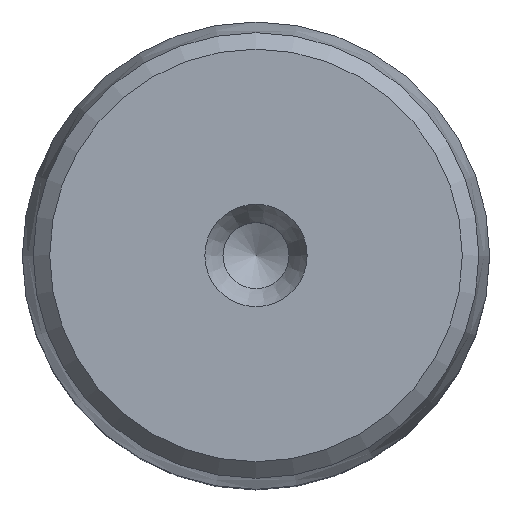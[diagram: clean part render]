
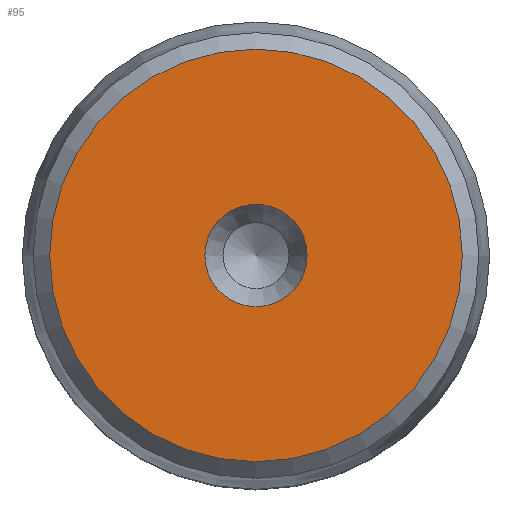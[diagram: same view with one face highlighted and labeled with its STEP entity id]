
A CAD part, top view. The second image highlights one B-rep face of the part: STEP entity #95.
In plain terms, the highlighted planar face has unit normal (0, 0, 1).
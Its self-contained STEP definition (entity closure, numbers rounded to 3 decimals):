
#61=PLANE('',#831);
#95=ADVANCED_FACE('',(#132,#133),#61,.F.);
#132=FACE_BOUND('',#172,.T.);
#133=FACE_BOUND('',#173,.T.);
#172=EDGE_LOOP('',(#250));
#173=EDGE_LOOP('',(#251));
#250=ORIENTED_EDGE('',*,*,#324,.F.);
#251=ORIENTED_EDGE('',*,*,#325,.T.);
#285=VERTEX_POINT('',#1170);
#286=VERTEX_POINT('',#1173);
#324=EDGE_CURVE('',#285,#285,#343,.T.);
#325=EDGE_CURVE('',#286,#286,#344,.T.);
#343=CIRCLE('',#828,1.55);
#344=CIRCLE('',#830,6.25);
#828=AXIS2_PLACEMENT_3D('',#1169,#988,#989);
#830=AXIS2_PLACEMENT_3D('',#1172,#992,#993);
#831=AXIS2_PLACEMENT_3D('',#1174,#994,#995);
#988=DIRECTION('',(0.,0.,1.));
#989=DIRECTION('',(-1.,0.,0.));
#992=DIRECTION('',(0.,0.,1.));
#993=DIRECTION('',(-1.,0.,0.));
#994=DIRECTION('',(0.,0.,-1.));
#995=DIRECTION('',(-1.,0.,0.));
#1169=CARTESIAN_POINT('',(0.,0.,100.));
#1170=CARTESIAN_POINT('',(-1.55,0.,100.));
#1172=CARTESIAN_POINT('',(0.,0.,100.));
#1173=CARTESIAN_POINT('',(-6.25,0.,100.));
#1174=CARTESIAN_POINT('',(0.,0.,100.));
